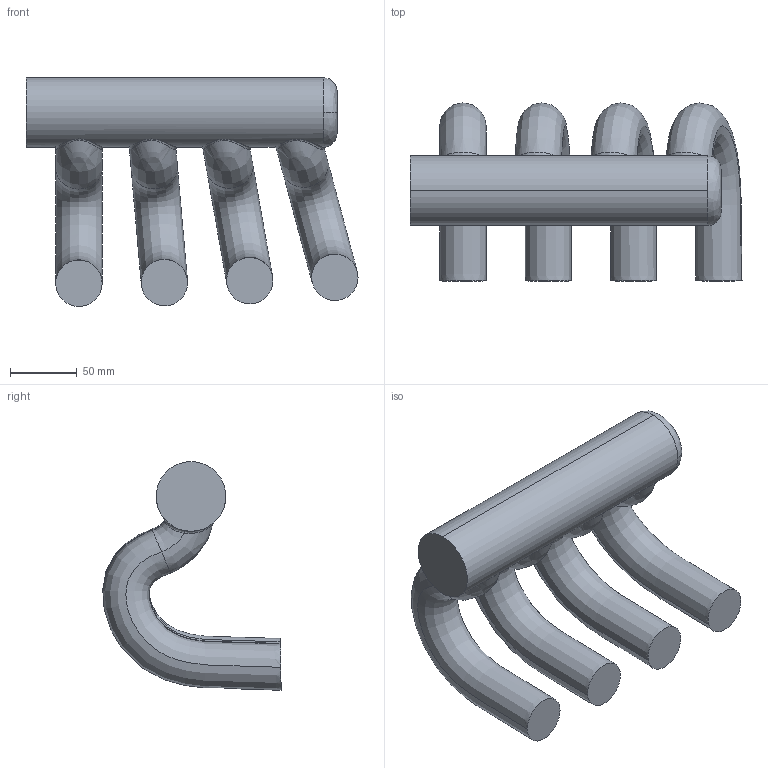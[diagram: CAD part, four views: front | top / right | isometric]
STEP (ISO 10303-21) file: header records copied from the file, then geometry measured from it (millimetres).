
FILE_DESCRIPTION (( 'STEP AP214' ), '1' );
FILE_NAME ('inlet manifold internal volume.STEP', '2017-04-14T10:40:49', ( '' ), ( '' ), 'SwSTEP 2.0', 'SolidWorks 2012', '' );
FILE_SCHEMA (( 'AUTOMOTIVE_DESIGN' ));
Length unit declared in the file: inch
Products named in the file (1): inlet manifold internal volume
Bounding box: 249.36 x 133.87 x 171.9 mm (x, y, z)
Volume: 1317932.3 mm3; surface area: 136294.5 mm2
Topology: 1 solids, 1 shells, 36 faces, 84 edges, 50 vertices
Faces by surface type: bspline 28, plane 6, cylinder 2
Entity records: 16043 total; most frequent: CARTESIAN_POINT 15412, ORIENTED_EDGE 168, EDGE_CURVE 84, B_SPLINE_CURVE_WITH_KNOTS 69, VERTEX_POINT 50, DIRECTION 39, ADVANCED_FACE 36, FACE_OUTER_BOUND 36
